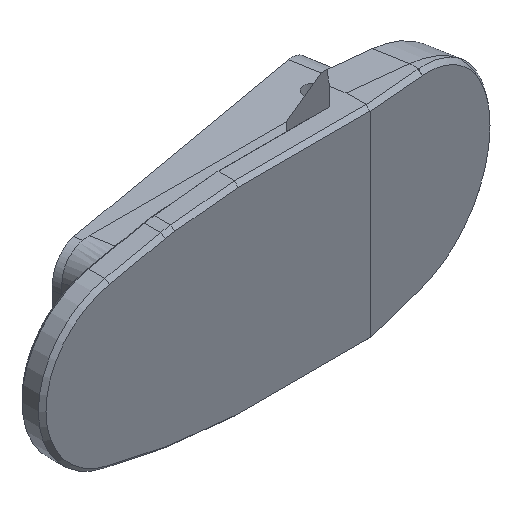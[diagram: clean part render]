
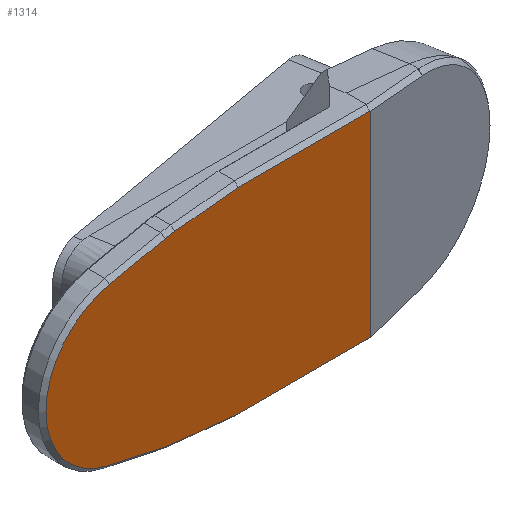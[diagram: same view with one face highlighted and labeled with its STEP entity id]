
A CAD part, isometric view. The second image highlights one B-rep face of the part: STEP entity #1314.
In plain terms, the highlighted planar face has unit normal (0, -1, 0).
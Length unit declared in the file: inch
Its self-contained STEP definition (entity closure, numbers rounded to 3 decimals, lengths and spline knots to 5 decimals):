
#41=CIRCLE('',#1384,0.48);
#50=CIRCLE('',#1409,0.4175);
#52=CIRCLE('',#1412,0.48);
#151=FACE_OUTER_BOUND('',#227,.T.);
#227=EDGE_LOOP('',(#1019,#1020,#1021,#1022,#1023,#1024,#1025,#1026,#1027,
#1028,#1029,#1030));
#318=LINE('',#1997,#450);
#324=LINE('',#2008,#456);
#329=LINE('',#2021,#461);
#330=LINE('',#2023,#462);
#352=LINE('',#2200,#484);
#353=LINE('',#2202,#485);
#354=LINE('',#2204,#486);
#355=LINE('',#2206,#487);
#356=LINE('',#2209,#488);
#450=VECTOR('',#1541,0.3937);
#456=VECTOR('',#1549,0.3937);
#461=VECTOR('',#1562,0.3937);
#462=VECTOR('',#1565,0.3937);
#484=VECTOR('',#1637,0.3937);
#485=VECTOR('',#1638,0.3937);
#486=VECTOR('',#1639,0.3937);
#487=VECTOR('',#1640,0.3937);
#488=VECTOR('',#1643,0.3937);
#580=VERTEX_POINT('',#1993);
#582=VERTEX_POINT('',#1996);
#585=VERTEX_POINT('',#2005);
#586=VERTEX_POINT('',#2007);
#588=VERTEX_POINT('',#2012);
#590=VERTEX_POINT('',#2018);
#612=VERTEX_POINT('',#2193);
#614=VERTEX_POINT('',#2199);
#615=VERTEX_POINT('',#2201);
#616=VERTEX_POINT('',#2203);
#617=VERTEX_POINT('',#2205);
#618=VERTEX_POINT('',#2207);
#716=EDGE_CURVE('',#582,#580,#318,.T.);
#722=EDGE_CURVE('',#586,#585,#324,.T.);
#726=EDGE_CURVE('',#588,#586,#41,.T.);
#729=EDGE_CURVE('',#590,#588,#329,.T.);
#730=EDGE_CURVE('',#585,#582,#330,.T.);
#768=EDGE_CURVE('',#590,#612,#50,.T.);
#771=EDGE_CURVE('',#580,#614,#352,.T.);
#772=EDGE_CURVE('',#615,#614,#353,.T.);
#773=EDGE_CURVE('',#616,#615,#354,.T.);
#774=EDGE_CURVE('',#617,#616,#355,.T.);
#775=EDGE_CURVE('',#618,#617,#52,.T.);
#776=EDGE_CURVE('',#612,#618,#356,.T.);
#1019=ORIENTED_EDGE('',*,*,#771,.T.);
#1020=ORIENTED_EDGE('',*,*,#772,.F.);
#1021=ORIENTED_EDGE('',*,*,#773,.F.);
#1022=ORIENTED_EDGE('',*,*,#774,.F.);
#1023=ORIENTED_EDGE('',*,*,#775,.F.);
#1024=ORIENTED_EDGE('',*,*,#776,.F.);
#1025=ORIENTED_EDGE('',*,*,#768,.F.);
#1026=ORIENTED_EDGE('',*,*,#729,.T.);
#1027=ORIENTED_EDGE('',*,*,#726,.T.);
#1028=ORIENTED_EDGE('',*,*,#722,.T.);
#1029=ORIENTED_EDGE('',*,*,#730,.T.);
#1030=ORIENTED_EDGE('',*,*,#716,.T.);
#1257=PLANE('',#1411);
#1314=ADVANCED_FACE('',(#151),#1257,.T.);
#1384=AXIS2_PLACEMENT_3D('',#2015,#1556,#1557);
#1409=AXIS2_PLACEMENT_3D('',#2194,#1630,#1631);
#1411=AXIS2_PLACEMENT_3D('',#2198,#1635,#1636);
#1412=AXIS2_PLACEMENT_3D('',#2208,#1641,#1642);
#1541=DIRECTION('',(0.964,0.,0.266));
#1549=DIRECTION('',(0.995,0.,-0.101));
#1556=DIRECTION('center_axis',(0.,-1.,0.));
#1557=DIRECTION('ref_axis',(0.,0.,
-1.));
#1562=DIRECTION('',(0.978,0.,-0.206));
#1565=DIRECTION('',(1.,0.,0.));
#1630=DIRECTION('center_axis',(0.,1.,0.));
#1631=DIRECTION('ref_axis',(0.,0.,
-1.));
#1635=DIRECTION('center_axis',(0.,-1.,0.));
#1636=DIRECTION('ref_axis',(0.,0.,-1.));
#1637=DIRECTION('',(0.,0.,1.));
#1638=DIRECTION('',(0.964,0.,-0.266));
#1639=DIRECTION('',(1.,0.,0.));
#1640=DIRECTION('',(0.995,0.,0.101));
#1641=DIRECTION('center_axis',(0.,1.,0.));
#1642=DIRECTION('ref_axis',(0.,0.,
1.));
#1643=DIRECTION('',(0.978,0.,0.206));
#1993=CARTESIAN_POINT('',(3.53764,-1.45372,-0.51115));
#1996=CARTESIAN_POINT('',(3.53728,-1.45372,-0.51125));
#1997=CARTESIAN_POINT('',(3.48933,-1.45372,-0.52451));
#2005=CARTESIAN_POINT('',(2.85116,-1.45372,-0.51125));
#2007=CARTESIAN_POINT('',(2.52023,-1.45372,-0.47753));
#2008=CARTESIAN_POINT('',(3.04423,-1.45372,-0.53093));
#2012=CARTESIAN_POINT('',(2.46988,-1.45372,-0.46968));
#2015=CARTESIAN_POINT('Origin',(2.56889,-1.45372,0.));
#2018=CARTESIAN_POINT('',(2.17978,-1.45372,-0.40852));
#2021=CARTESIAN_POINT('',(2.81624,-1.45372,-0.54269));
#2023=CARTESIAN_POINT('',(3.41502,-1.45372,-0.51125));
#2193=CARTESIAN_POINT('',(2.17978,-1.45372,0.40852));
#2194=CARTESIAN_POINT('Origin',(2.26589,-1.45372,0.));
#2198=CARTESIAN_POINT('Origin',(3.29239,-1.45372,0.));
#2199=CARTESIAN_POINT('',(3.53764,-1.45372,0.51115));
#2200=CARTESIAN_POINT('',(3.53764,-1.45372,0.));
#2201=CARTESIAN_POINT('',(3.53728,-1.45372,0.51125));
#2202=CARTESIAN_POINT('',(3.48933,-1.45372,0.52451));
#2203=CARTESIAN_POINT('',(2.85116,-1.45372,0.51125));
#2204=CARTESIAN_POINT('',(3.41502,-1.45372,0.51125));
#2205=CARTESIAN_POINT('',(2.52023,-1.45372,0.47753));
#2206=CARTESIAN_POINT('',(3.04423,-1.45372,0.53093));
#2207=CARTESIAN_POINT('',(2.46988,-1.45372,0.46968));
#2208=CARTESIAN_POINT('Origin',(2.56889,-1.45372,0.));
#2209=CARTESIAN_POINT('',(2.81624,-1.45372,0.54269));
